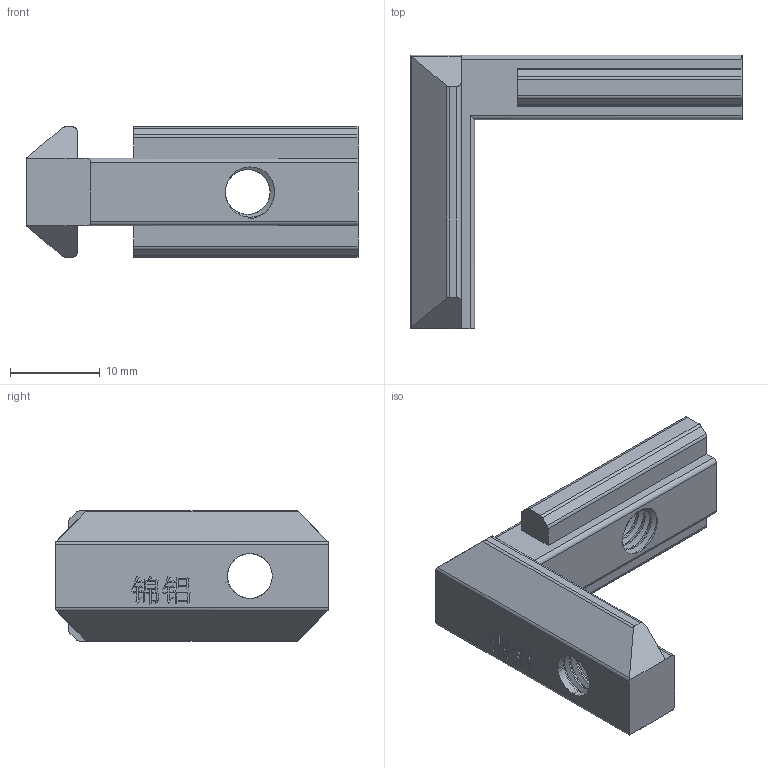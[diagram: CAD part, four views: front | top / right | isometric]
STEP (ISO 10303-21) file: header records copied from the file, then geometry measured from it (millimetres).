
FILE_DESCRIPTION (( 'STEP AP214' ), '1' );
FILE_NAME ('3030角槽连接件（欧标）.STEP', '2019-07-26T00:51:01', ( '微软用户' ), ( '微软中国' ), 'SwSTEP 2.0', 'SolidWorks 2015', '' );
FILE_SCHEMA (( 'AUTOMOTIVE_DESIGN' ));
Length unit declared in the file: millimetre
Products named in the file (1): 3030褒羞蟀諉璃ㄗ韁梓ㄘ
Bounding box: 37 x 30.5 x 14.5 mm (x, y, z)
Volume: 4184.3 mm3; surface area: 2764 mm2
Topology: 1 solids, 1 shells, 274 faces, 779 edges, 516 vertices
Faces by surface type: plane 158, cylinder 84, bspline 32
Entity records: 13450 total; most frequent: CARTESIAN_POINT 6782, ORIENTED_EDGE 1558, DIRECTION 1086, EDGE_CURVE 779, VECTOR 518, LINE 518, VERTEX_POINT 516, EDGE_LOOP 287
